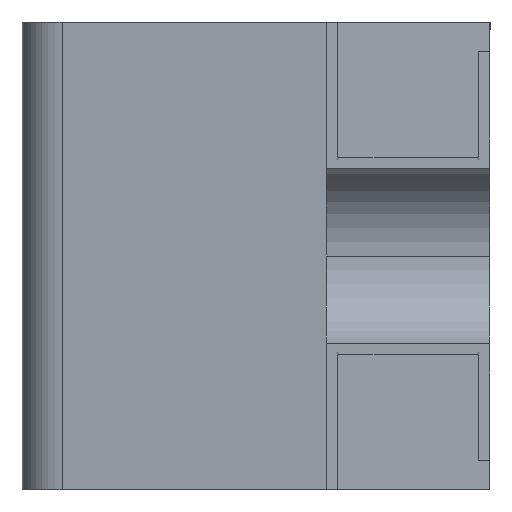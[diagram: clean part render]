
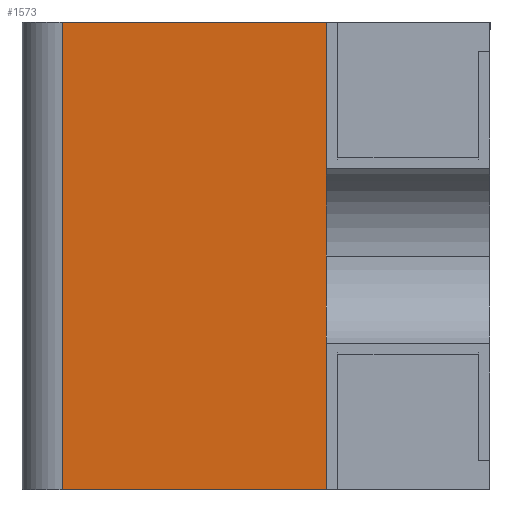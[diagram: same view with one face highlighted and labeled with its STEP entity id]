
A CAD part, left-side view. The second image highlights one B-rep face of the part: STEP entity #1573.
In plain terms, the highlighted face is planar.
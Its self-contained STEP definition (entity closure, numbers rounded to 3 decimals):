
#90 = VERTEX_POINT ( 'NONE', #119 ) ;
#119 = CARTESIAN_POINT ( 'NONE',  ( -0.4, 0.28, -0.55 ) ) ;
#125 = ORIENTED_EDGE ( 'NONE', *, *, #1963, .F. ) ;
#243 = EDGE_LOOP ( 'NONE', ( #930, #1222, #125, #1992 ) ) ;
#307 = CARTESIAN_POINT ( 'NONE',  ( 0.4, 0.28, -0.55 ) ) ;
#420 = VERTEX_POINT ( 'NONE', #1382 ) ;
#483 = VECTOR ( 'NONE', #583, 1000. ) ;
#531 = CARTESIAN_POINT ( 'NONE',  ( 0.4, 0.732, -0.51 ) ) ;
#553 = VERTEX_POINT ( 'NONE', #2125 ) ;
#571 = VECTOR ( 'NONE', #1760, 1000. ) ;
#583 = DIRECTION ( 'NONE',  ( 1., 0., 0. ) ) ;
#615 = VECTOR ( 'NONE', #2116, 1000. ) ;
#806 = FACE_OUTER_BOUND ( 'NONE', #243, .T. ) ;
#824 = LINE ( 'NONE', #999, #615 ) ;
#875 = VERTEX_POINT ( 'NONE', #531 ) ;
#930 = ORIENTED_EDGE ( 'NONE', *, *, #2020, .T. ) ;
#964 = LINE ( 'NONE', #1464, #1315 ) ;
#999 = CARTESIAN_POINT ( 'NONE',  ( 0.4, 0.28, -0.55 ) ) ;
#1035 = EDGE_CURVE ( 'NONE', #553, #875, #1408, .T. ) ;
#1099 = LINE ( 'NONE', #2098, #571 ) ;
#1194 = AXIS2_PLACEMENT_3D ( 'NONE', #307, #1454, #2124 ) ;
#1222 = ORIENTED_EDGE ( 'NONE', *, *, #1035, .T. ) ;
#1315 = VECTOR ( 'NONE', #1923, 1000. ) ;
#1382 = CARTESIAN_POINT ( 'NONE',  ( 0.4, 0.28, -0.55 ) ) ;
#1408 = LINE ( 'NONE', #1535, #483 ) ;
#1454 = DIRECTION ( 'NONE',  ( 0., -0.087, 0.996 ) ) ;
#1464 = CARTESIAN_POINT ( 'NONE',  ( 0.4, 0.28, -0.55 ) ) ;
#1535 = CARTESIAN_POINT ( 'NONE',  ( 0.4, 0.732, -0.51 ) ) ;
#1538 = EDGE_CURVE ( 'NONE', #420, #90, #824, .T. ) ;
#1573 = ADVANCED_FACE ( 'NONE', ( #806 ), #1781, .F. ) ;
#1760 = DIRECTION ( 'NONE',  ( 0., 0.996, 0.087 ) ) ;
#1781 = PLANE ( 'NONE',  #1194 ) ;
#1923 = DIRECTION ( 'NONE',  ( 0., 0.996, 0.087 ) ) ;
#1963 = EDGE_CURVE ( 'NONE', #420, #875, #964, .T. ) ;
#1992 = ORIENTED_EDGE ( 'NONE', *, *, #1538, .T. ) ;
#2020 = EDGE_CURVE ( 'NONE', #90, #553, #1099, .T. ) ;
#2098 = CARTESIAN_POINT ( 'NONE',  ( -0.4, 0.28, -0.55 ) ) ;
#2116 = DIRECTION ( 'NONE',  ( -1., 0., 0. ) ) ;
#2124 = DIRECTION ( 'NONE',  ( 0., -0.996, -0.087 ) ) ;
#2125 = CARTESIAN_POINT ( 'NONE',  ( -0.4, 0.732, -0.51 ) ) ;
